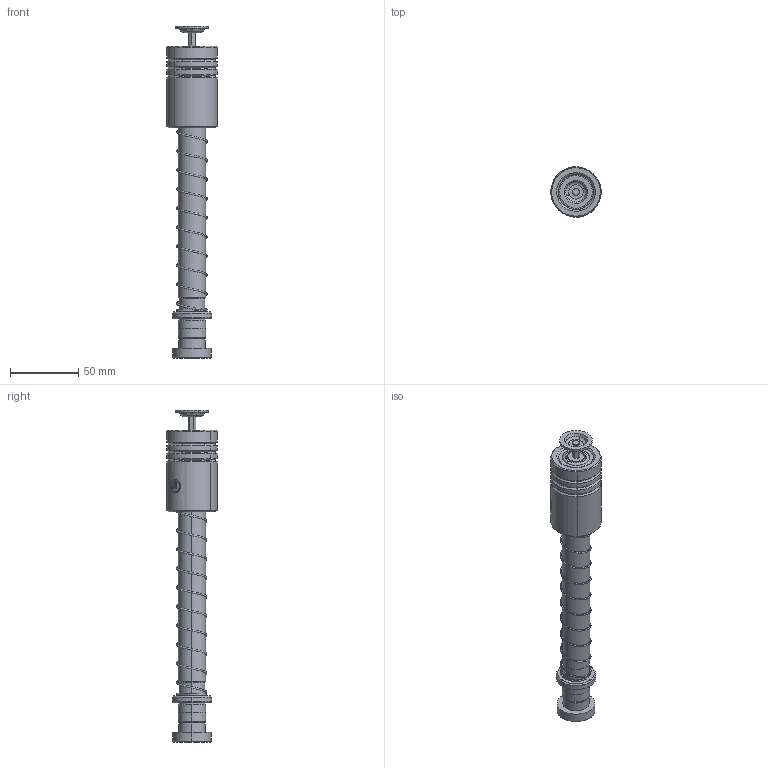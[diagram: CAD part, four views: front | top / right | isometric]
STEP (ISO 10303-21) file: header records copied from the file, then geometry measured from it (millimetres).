
FILE_DESCRIPTION (( 'STEP AP214' ), '1' );
FILE_NAME ('HMSH(HMJH)-D20-L200(BL-60).STEP', '2021-08-16T09:28:56', ( '' ), ( '' ), 'SwSTEP 2.0', 'SolidWorks 2016', '' );
FILE_SCHEMA (( 'AUTOMOTIVE_DESIGN' ));
Length unit declared in the file: millimetre
Products named in the file (199): BALL-D3; BSH-D25.5-20.5-50郪蚾; GTM-24; BSH25.5-20.5-L50; HMSH(HMJH)-D20-L200(BL-60); GTM-3-縐种; HWP-D22.5-d20.5-L140; TBB-D37-d26-L60; DRPM-D20-L200; GTM-24郪蚾; GTM-M10蹟簽; DRPM蹟簽D20
Assembly tree (191 placements, depth 3):
  BALL-D3
  BALL-D3
  BALL-D3
  BALL-D3
  BALL-D3
Bounding box: 36.97 x 36.97 x 244 mm (x, y, z)
Volume: 112719.5 mm3; surface area: 53625.6 mm2
Topology: 184 solids, 184 shells, 922 faces, 3721 edges, 2461 vertices
Faces by surface type: sphere 704, cylinder 68, plane 51, cone 46, torus 32, bspline 21
Entity records: 40781 total; most frequent: CARTESIAN_POINT 22648, ORIENTED_EDGE 3184, DIRECTION 2849, EDGE_CURVE 1592, AXIS2_PLACEMENT_3D 1329, VERTEX_POINT 1033, EDGE_LOOP 929, B_SPLINE_CURVE_WITH_KNOTS 796
